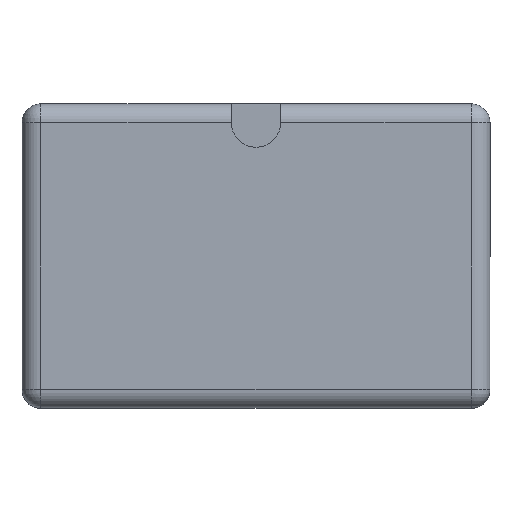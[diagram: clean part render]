
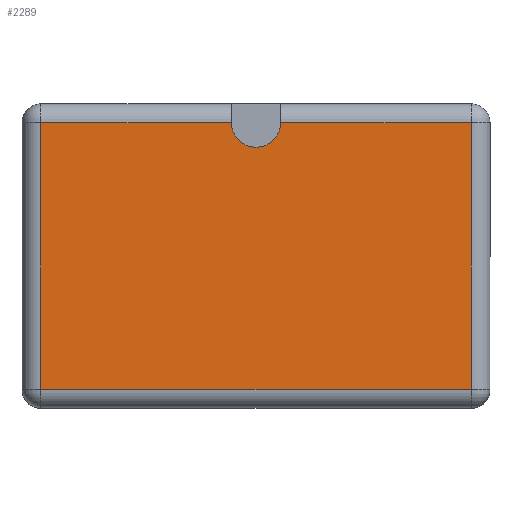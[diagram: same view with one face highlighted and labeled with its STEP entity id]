
A CAD part, top view. The second image highlights one B-rep face of the part: STEP entity #2289.
In plain terms, the highlighted planar face has unit normal (0, 0, 1).
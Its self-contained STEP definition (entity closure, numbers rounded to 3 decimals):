
#121 = VERTEX_POINT ( 'NONE', #12482 ) ;
#212 = CARTESIAN_POINT ( 'NONE',  ( 0., 0., 5.2 ) ) ;
#540 = CARTESIAN_POINT ( 'NONE',  ( 4.6, 2.85, 5.2 ) ) ;
#770 = VERTEX_POINT ( 'NONE', #13708 ) ;
#1323 = CARTESIAN_POINT ( 'NONE',  ( 0., 2.85, 5.2 ) ) ;
#1740 = ORIENTED_EDGE ( 'NONE', *, *, #13654, .T. ) ;
#1866 = LINE ( 'NONE', #10100, #11140 ) ;
#1921 = VECTOR ( 'NONE', #3931, 1000. ) ;
#2289 = ADVANCED_FACE ( 'NONE', ( #6388 ), #8460, .T. ) ;
#3931 = DIRECTION ( 'NONE',  ( -1., 0., 0. ) ) ;
#4689 = DIRECTION ( 'NONE',  ( 0., 0., 1. ) ) ;
#4996 = DIRECTION ( 'NONE',  ( 1., 0., 0. ) ) ;
#5181 = LINE ( 'NONE', #10935, #1921 ) ;
#5240 = EDGE_CURVE ( 'NONE', #14878, #121, #1866, .T. ) ;
#5739 = VECTOR ( 'NONE', #5852, 1000. ) ;
#5852 = DIRECTION ( 'NONE',  ( 0., 1., 0. ) ) ;
#5932 = DIRECTION ( 'NONE',  ( 1., 0., 0. ) ) ;
#6242 = DIRECTION ( 'NONE',  ( 1., 0., 0. ) ) ;
#6388 = FACE_OUTER_BOUND ( 'NONE', #7307, .T. ) ;
#6687 = ORIENTED_EDGE ( 'NONE', *, *, #5240, .T. ) ;
#6843 = VERTEX_POINT ( 'NONE', #10982 ) ;
#7031 = EDGE_CURVE ( 'NONE', #10353, #14878, #9486, .T. ) ;
#7307 = EDGE_LOOP ( 'NONE', ( #14406, #1740, #11738, #12351, #15484, #6687 ) ) ;
#8345 = CIRCLE ( 'NONE', #13908, 0.527 ) ;
#8460 = PLANE ( 'NONE',  #9865 ) ;
#8810 = CARTESIAN_POINT ( 'NONE',  ( -4.6, -3.25, 5.2 ) ) ;
#8972 = LINE ( 'NONE', #8810, #10122 ) ;
#9047 = DIRECTION ( 'NONE',  ( 0., -1., 0. ) ) ;
#9486 = LINE ( 'NONE', #15408, #5739 ) ;
#9710 = CARTESIAN_POINT ( 'NONE',  ( 5., -2.85, 5.2 ) ) ;
#9865 = AXIS2_PLACEMENT_3D ( 'NONE', #212, #12091, #6242 ) ;
#10100 = CARTESIAN_POINT ( 'NONE',  ( -5., 2.85, 5.2 ) ) ;
#10122 = VECTOR ( 'NONE', #9047, 1000. ) ;
#10270 = DIRECTION ( 'NONE',  ( -1., 0., 0. ) ) ;
#10353 = VERTEX_POINT ( 'NONE', #11431 ) ;
#10935 = CARTESIAN_POINT ( 'NONE',  ( -5., 2.85, 5.2 ) ) ;
#10982 = CARTESIAN_POINT ( 'NONE',  ( -4.6, 2.85, 5.2 ) ) ;
#11053 = LINE ( 'NONE', #9710, #14765 ) ;
#11140 = VECTOR ( 'NONE', #10270, 1000. ) ;
#11431 = CARTESIAN_POINT ( 'NONE',  ( 4.6, -2.85, 5.2 ) ) ;
#11738 = ORIENTED_EDGE ( 'NONE', *, *, #14424, .T. ) ;
#12069 = VERTEX_POINT ( 'NONE', #14149 ) ;
#12091 = DIRECTION ( 'NONE',  ( 0., 0., 1. ) ) ;
#12351 = ORIENTED_EDGE ( 'NONE', *, *, #15133, .T. ) ;
#12482 = CARTESIAN_POINT ( 'NONE',  ( 0.527, 2.85, 5.2 ) ) ;
#12877 = EDGE_CURVE ( 'NONE', #12069, #121, #8345, .T. ) ;
#13654 = EDGE_CURVE ( 'NONE', #12069, #6843, #5181, .T. ) ;
#13708 = CARTESIAN_POINT ( 'NONE',  ( -4.6, -2.85, 5.2 ) ) ;
#13908 = AXIS2_PLACEMENT_3D ( 'NONE', #1323, #4689, #5932 ) ;
#14149 = CARTESIAN_POINT ( 'NONE',  ( -0.527, 2.85, 5.2 ) ) ;
#14406 = ORIENTED_EDGE ( 'NONE', *, *, #12877, .F. ) ;
#14424 = EDGE_CURVE ( 'NONE', #6843, #770, #8972, .T. ) ;
#14765 = VECTOR ( 'NONE', #4996, 1000. ) ;
#14878 = VERTEX_POINT ( 'NONE', #540 ) ;
#15133 = EDGE_CURVE ( 'NONE', #770, #10353, #11053, .T. ) ;
#15408 = CARTESIAN_POINT ( 'NONE',  ( 4.6, 3.25, 5.2 ) ) ;
#15484 = ORIENTED_EDGE ( 'NONE', *, *, #7031, .T. ) ;
